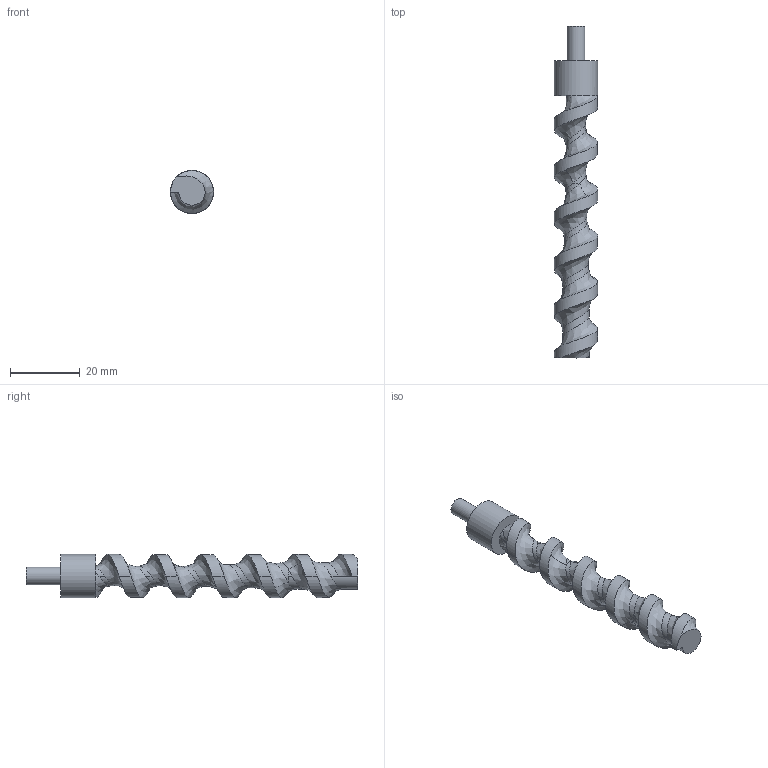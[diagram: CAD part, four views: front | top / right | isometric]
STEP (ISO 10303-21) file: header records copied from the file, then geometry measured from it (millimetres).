
FILE_DESCRIPTION(/* description */ (''),/* implementation_level */ '2;1');
FILE_NAME(/* name */ 'Husillo 2 v3 v1.step',/* time_stamp */ '2024-08-31T09:12:15-06:00',/* author */ (''),/* organization */ (''),/* preprocessor_version */ 'ST-DEVELOPER v20',/* originating_system */ 'Autodesk Translation Framework v13.14.0.145',/* authorisation */ '');
FILE_SCHEMA (('AUTOMOTIVE_DESIGN { 1 0 10303 214 3 1 1 }'));
Length unit declared in the file: millimetre
Products named in the file (1): Husillo 2 v3
Bounding box: 12.32 x 95 x 12.33 mm (x, y, z)
Volume: 6322.7 mm3; surface area: 3409.6 mm2
Topology: 1 solids, 1 shells, 27 faces, 73 edges, 49 vertices
Faces by surface type: cylinder 13, bspline 6, plane 5, cone 3
Full cylindrical faces by diameter (mm): 5 x1, 5.5 x1, 7.5 x1, 12.319 x6
Entity records: 2339 total; most frequent: CARTESIAN_POINT 1720, ORIENTED_EDGE 146, DIRECTION 82, EDGE_CURVE 73, VERTEX_POINT 49, B_SPLINE_CURVE_WITH_KNOTS 46, AXIS2_PLACEMENT_3D 33, EDGE_LOOP 28
